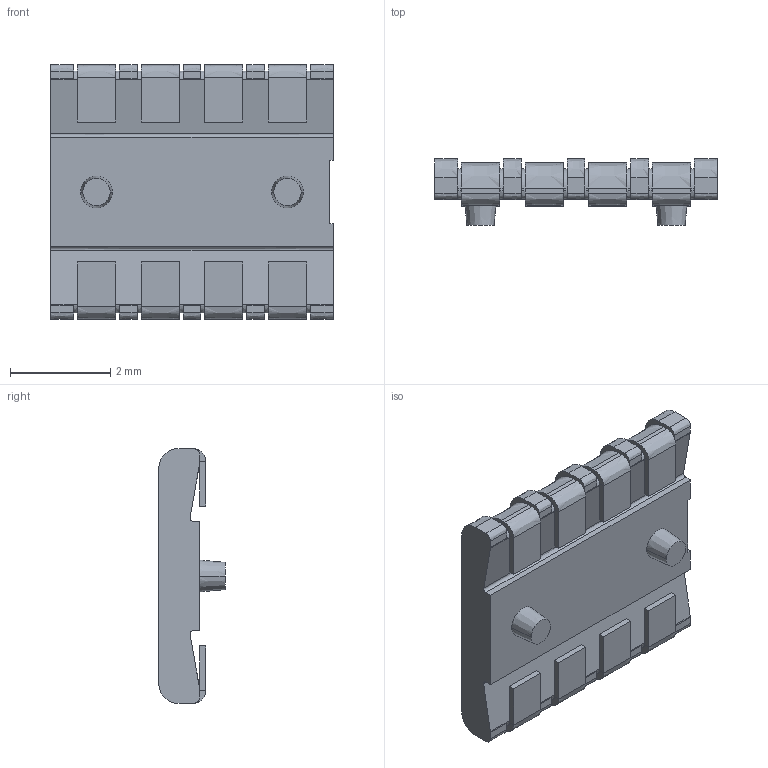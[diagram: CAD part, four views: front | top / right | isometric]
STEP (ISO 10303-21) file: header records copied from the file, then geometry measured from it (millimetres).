
FILE_DESCRIPTION((''),'2;1');
FILE_NAME('70ABJ004F1_ASM','2010-09-22T',('minhn'),('Bourns, Inc.'),'PRO/ENGINEER BY PARAMETRIC TECHNOLOGY CORPORATION, 2001200','PRO/ENGINEER BY PARAMETRIC TECHNOLOGY CORPORATION, 2001200','');
FILE_SCHEMA(('AUTOMOTIVE_DESIGN_CC2 { 1 2 10303 214 -1 1 5 2 }'));
Length unit declared in the file: inch
Products named in the file (2): 33756-82906; 70ABJ004F1_ASM
Assembly tree (1 placements, depth 2):
  70ABJ004F1_ASM
    33756-82906
Bounding box: 5.64 x 1.32 x 5.08 mm (x, y, z)
Volume: 20.5 mm3; surface area: 106.3 mm2
Topology: 1 solids, 1 shells, 278 faces, 726 edges, 436 vertices
Faces by surface type: bspline 278
Entity records: 11603 total; most frequent: CARTESIAN_POINT 3333, ORIENTED_EDGE 1452, DIRECTION 932, PRESENTATION_STYLE_ASSIGNMENT 727, STYLED_ITEM 727, CURVE_STYLE 726, EDGE_CURVE 726, VECTOR 526
